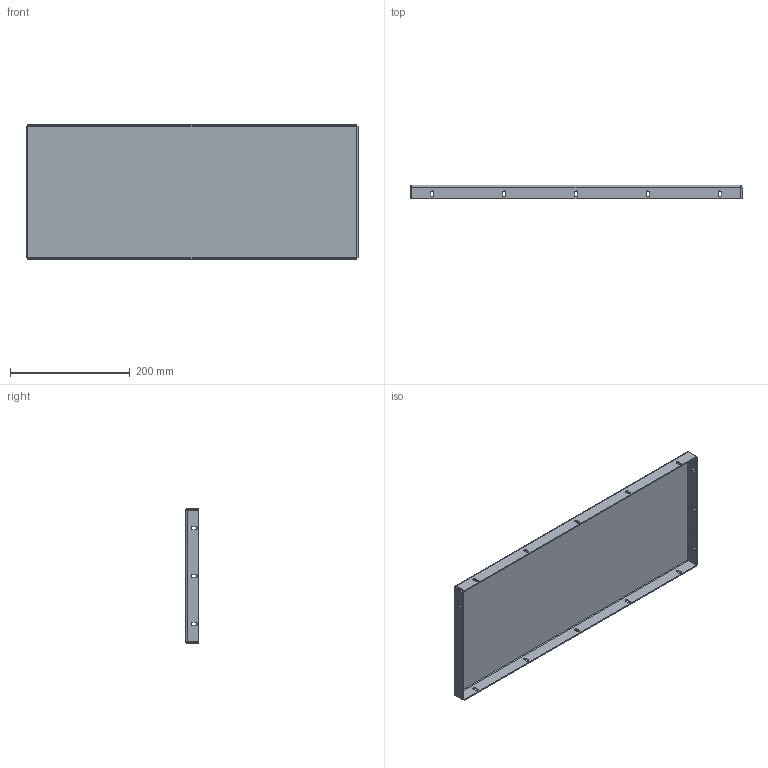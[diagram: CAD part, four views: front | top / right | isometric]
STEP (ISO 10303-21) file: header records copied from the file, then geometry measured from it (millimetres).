
FILE_DESCRIPTION (( 'STEP AP203' ), '1' );
FILE_NAME ('pokrywa.STEP', '2021-09-02T06:00:38', ( '' ), ( '' ), 'SwSTEP 2.0', 'SolidWorks 2020', '' );
FILE_SCHEMA (( 'CONFIG_CONTROL_DESIGN' ));
Length unit declared in the file: millimetre
Products named in the file (1): pokrywa
Bounding box: 554.5 x 22 x 224.5 mm (x, y, z)
Volume: 306293.1 mm3; surface area: 310542.8 mm2
Topology: 1 solids, 1 shells, 108 faces, 286 edges, 180 vertices
Faces by surface type: plane 54, cylinder 46, bspline 8
Entity records: 3819 total; most frequent: CARTESIAN_POINT 999, ORIENTED_EDGE 572, DIRECTION 548, EDGE_CURVE 286, VECTOR 194, LINE 194, VERTEX_POINT 180, AXIS2_PLACEMENT_3D 177
